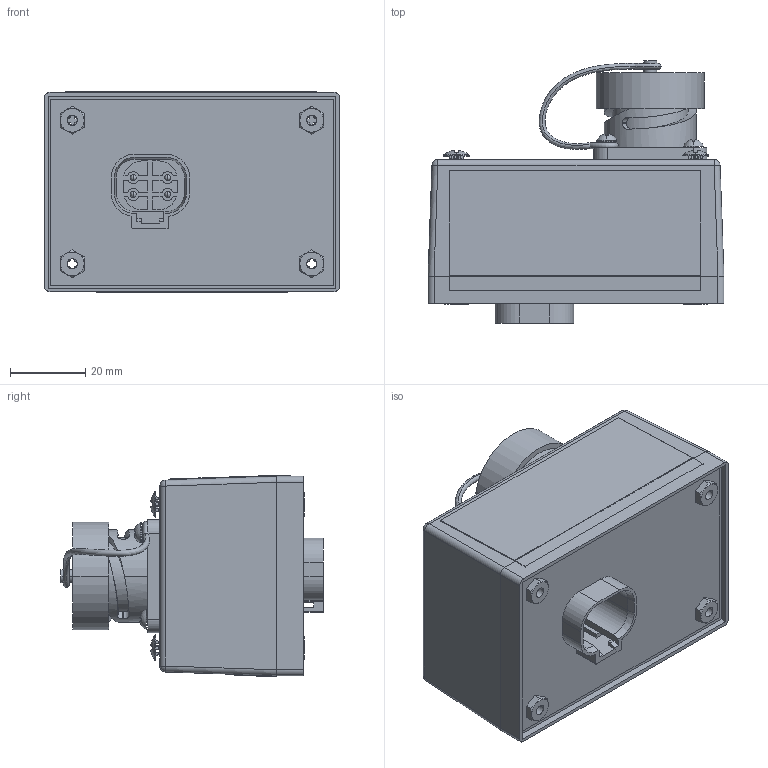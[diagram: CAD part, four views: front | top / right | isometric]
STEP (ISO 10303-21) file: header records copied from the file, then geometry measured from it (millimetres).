
FILE_DESCRIPTION((''),'2;1');
FILE_NAME('C47239_SW0001','2016-06-03T',('mhart'),(''),'CREO PARAMETRIC BY PTC INC, 2015290','CREO PARAMETRIC BY PTC INC, 2015290','');
FILE_SCHEMA(('CONFIG_CONTROL_DESIGN'));
Length unit declared in the file: inch
Products named in the file (1): C47239_SW0001
Bounding box: 78.49 x 69.57 x 53.36 mm (x, y, z)
Surface area: 34059.1 mm2 (no closed solid volume)
Topology: 0 solids, 86 shells, 388 faces, 2707 edges, 2378 vertices
Faces by surface type: plane 227, cylinder 82, cone 30, sphere 20, bspline 16, torus 13
Entity records: 30629 total; most frequent: CARTESIAN_POINT 9562, DIRECTION 3734, ORIENTED_EDGE 3384, EDGE_CURVE 2705, VERTEX_POINT 2378, VECTOR 1954, LINE 1954, AXIS2_PLACEMENT_3D 890
